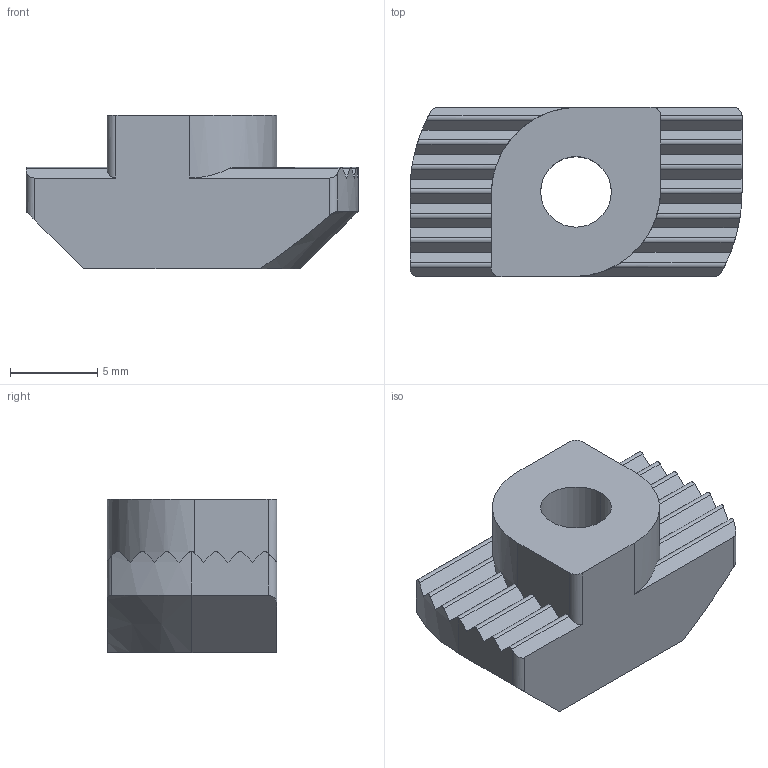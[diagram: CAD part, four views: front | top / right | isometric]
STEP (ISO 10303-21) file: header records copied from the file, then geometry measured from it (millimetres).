
FILE_DESCRIPTION (( 'STEP AP214' ), '1' );
FILE_NAME ('096h1010-3230.STEP', '2014-08-18T13:20:59', ( '' ), ( '' ), 'SwSTEP 2.0', 'SolidWorks 2014', '' );
FILE_SCHEMA (( 'AUTOMOTIVE_DESIGN' ));
Length unit declared in the file: millimetre
Products named in the file (1): 096h1010-3230
Bounding box: 19 x 9.7 x 8.8 mm (x, y, z)
Volume: 1046.6 mm3; surface area: 826.3 mm2
Topology: 1 solids, 1 shells, 66 faces, 190 edges, 126 vertices
Faces by surface type: plane 38, cylinder 26, cone 2
Entity records: 2261 total; most frequent: CARTESIAN_POINT 594, ORIENTED_EDGE 380, DIRECTION 292, EDGE_CURVE 190, VERTEX_POINT 126, VECTOR 104, LINE 104, AXIS2_PLACEMENT_3D 94
